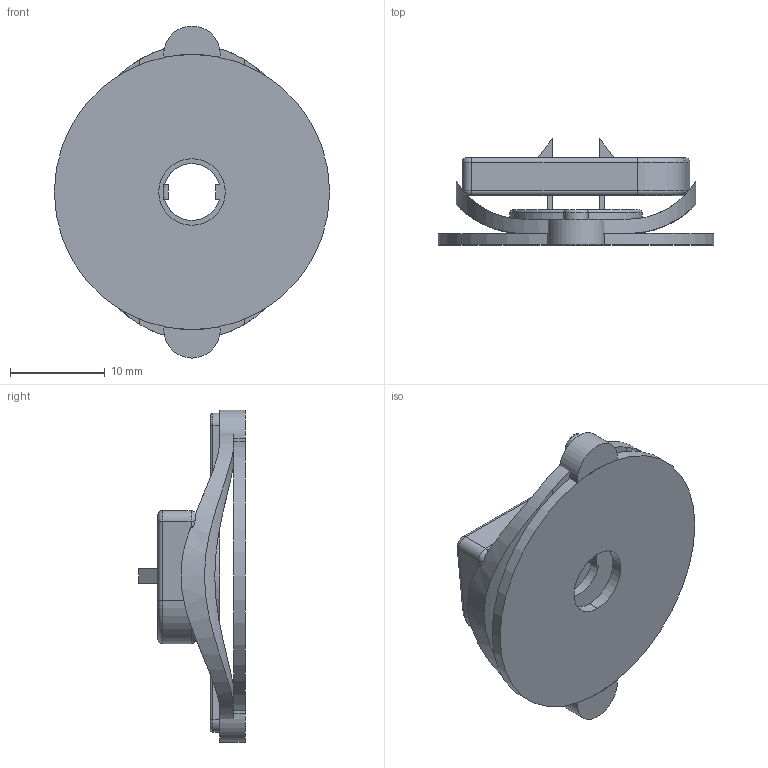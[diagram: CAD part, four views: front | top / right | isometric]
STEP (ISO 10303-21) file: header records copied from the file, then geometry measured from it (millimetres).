
FILE_DESCRIPTION (( 'STEP AP203' ), '1' );
FILE_NAME ('3D-R6440_M6_173482500.STEP', '2024-08-29T08:14:50', ( '' ), ( '' ), 'SwSTEP 2.0', 'SolidWorks 2024', '' );
FILE_SCHEMA (( 'CONFIG_CONTROL_DESIGN' ));
Length unit declared in the file: millimetre
Products named in the file (1): 3D-R6440_M6_173482500
Bounding box: 29 x 11.2 x 34.96 mm (x, y, z)
Volume: 2300 mm3; surface area: 3480 mm2
Topology: 5 solids, 5 shells, 122 faces, 347 edges, 219 vertices
Faces by surface type: cylinder 51, plane 49, torus 15, bspline 7
Entity records: 5801 total; most frequent: CARTESIAN_POINT 2760, ORIENTED_EDGE 694, DIRECTION 543, EDGE_CURVE 347, VERTEX_POINT 219, AXIS2_PLACEMENT_3D 195, LINE 153, VECTOR 153
